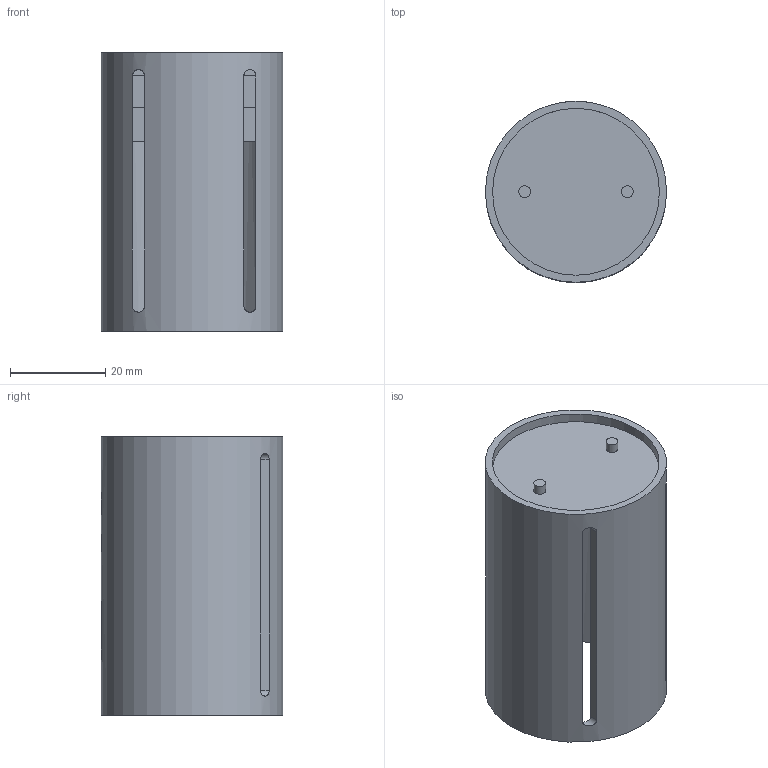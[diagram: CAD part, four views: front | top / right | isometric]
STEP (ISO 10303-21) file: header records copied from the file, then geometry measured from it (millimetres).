
FILE_DESCRIPTION(/* description */ (''),/* implementation_level */ '2;1');
FILE_NAME(/* name */ 'Shell.step',/* time_stamp */ '2025-07-06T18:50:30+02:00',/* author */ (''),/* organization */ (''),/* preprocessor_version */ 'ST-DEVELOPER v20.1',/* originating_system */ 'Autodesk Translation Framework v14.10.0.0',/* authorisation */ '');
FILE_SCHEMA (('AUTOMOTIVE_DESIGN { 1 0 10303 214 3 1 1 }'));
Length unit declared in the file: millimetre
Products named in the file (1): Shell
Bounding box: 38 x 38 x 58.5 mm (x, y, z)
Volume: 13510 mm3; surface area: 18066.4 mm2
Topology: 1 solids, 1 shells, 58 faces, 153 edges, 102 vertices
Faces by surface type: plane 41, cylinder 17
Full cylindrical faces by diameter (mm): 2.5 x2, 4.7 x1, 35 x2, 38 x1
Entity records: 2084 total; most frequent: CARTESIAN_POINT 592, ORIENTED_EDGE 306, DIRECTION 291, EDGE_CURVE 153, VERTEX_POINT 102, LINE 101, VECTOR 101, AXIS2_PLACEMENT_3D 95
